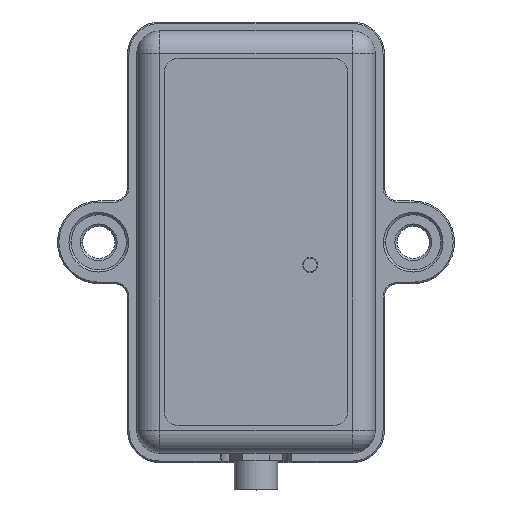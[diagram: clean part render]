
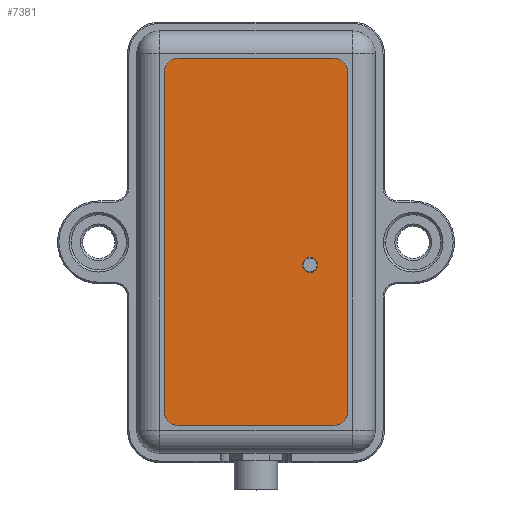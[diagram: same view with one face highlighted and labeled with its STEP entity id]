
A CAD part, top view. The second image highlights one B-rep face of the part: STEP entity #7381.
In plain terms, the highlighted planar face has unit normal (0, 0, 1).
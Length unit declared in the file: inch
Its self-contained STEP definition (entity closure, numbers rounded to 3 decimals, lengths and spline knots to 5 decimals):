
#1465=DIRECTION('',(0.,1.,0.));
#1466=VECTOR('',#1465,2.91339);
#1467=CARTESIAN_POINT('',(-0.7874,-0.07874,
0.58661));
#1468=LINE('',#1467,#1466);
#1477=DIRECTION('',(1.,0.,0.));
#1478=VECTOR('',#1477,1.33858);
#1479=CARTESIAN_POINT('',(-0.66929,2.95276,
0.58661));
#1480=LINE('',#1479,#1478);
#1489=DIRECTION('',(0.,-1.,0.));
#1490=VECTOR('',#1489,2.91339);
#1491=CARTESIAN_POINT('',(0.7874,2.83465,
0.58661));
#1492=LINE('',#1491,#1490);
#1501=DIRECTION('',(-1.,0.,0.));
#1502=VECTOR('',#1501,1.33858);
#1503=CARTESIAN_POINT('',(0.66929,-0.19685,
0.58661));
#1504=LINE('',#1503,#1502);
#1505=CARTESIAN_POINT('',(-0.66929,-0.07874,
0.58661));
#1506=DIRECTION('',(0.,0.,1.));
#1507=DIRECTION('',(-1.,0.,0.));
#1508=AXIS2_PLACEMENT_3D('',#1505,#1506,#1507);
#1510=CARTESIAN_POINT('',(-0.66929,2.83465,
0.58661));
#1511=DIRECTION('',(0.,0.,1.));
#1512=DIRECTION('',(0.,1.,0.));
#1513=AXIS2_PLACEMENT_3D('',#1510,#1511,#1512);
#1515=CARTESIAN_POINT('',(0.66929,2.83465,
0.58661));
#1516=DIRECTION('',(0.,0.,1.));
#1517=DIRECTION('',(1.,0.,0.));
#1518=AXIS2_PLACEMENT_3D('',#1515,#1516,#1517);
#1520=CARTESIAN_POINT('',(0.66929,-0.07874,
0.58661));
#1521=DIRECTION('',(0.,0.,1.));
#1522=DIRECTION('',(0.,-1.,0.));
#1523=AXIS2_PLACEMENT_3D('',#1520,#1521,#1522);
#1525=CARTESIAN_POINT('',(0.46457,1.1811,
0.58661));
#1526=DIRECTION('',(0.,0.,-1.));
#1527=DIRECTION('',(-1.,0.,0.));
#1528=AXIS2_PLACEMENT_3D('',#1525,#1526,#1527);
#1530=CARTESIAN_POINT('',(0.46457,1.1811,
0.58661));
#1531=DIRECTION('',(0.,0.,-1.));
#1532=DIRECTION('',(1.,0.,0.));
#1533=AXIS2_PLACEMENT_3D('',#1530,#1531,#1532);
#4398=CARTESIAN_POINT('',(0.66929,-0.19685,
0.58661));
#4400=VERTEX_POINT('',#4398);
#4402=CARTESIAN_POINT('',(0.39961,1.1811,
0.58661));
#4404=VERTEX_POINT('',#4402);
#4407=CARTESIAN_POINT('',(0.7874,-0.07874,
0.58661));
#4409=VERTEX_POINT('',#4407);
#4410=CARTESIAN_POINT('',(0.52953,1.1811,
0.58661));
#4411=VERTEX_POINT('',#4410);
#4426=CARTESIAN_POINT('',(0.7874,2.83465,
0.58661));
#4427=VERTEX_POINT('',#4426);
#4434=CARTESIAN_POINT('',(-0.7874,-0.07874,
0.58661));
#4435=CARTESIAN_POINT('',(-0.66929,-0.19685,
0.58661));
#4436=VERTEX_POINT('',#4434);
#4437=VERTEX_POINT('',#4435);
#4444=CARTESIAN_POINT('',(-0.66929,2.95276,
0.58661));
#4446=VERTEX_POINT('',#4444);
#4448=CARTESIAN_POINT('',(-0.7874,2.83465,
0.58661));
#4449=VERTEX_POINT('',#4448);
#4454=CARTESIAN_POINT('',(0.66929,2.95276,
0.58661));
#4455=VERTEX_POINT('',#4454);
#7360=CARTESIAN_POINT('',(-0.66929,-0.07874,
0.58661));
#7361=DIRECTION('',(0.,0.,-1.));
#7362=DIRECTION('',(-1.,0.,0.));
#7363=AXIS2_PLACEMENT_3D('',#7360,#7361,#7362);
#7364=PLANE('',#7363);
#7365=ORIENTED_EDGE('',*,*,#7256,.F.);
#7366=ORIENTED_EDGE('',*,*,#7271,.T.);
#7367=ORIENTED_EDGE('',*,*,#7285,.F.);
#7368=ORIENTED_EDGE('',*,*,#7299,.T.);
#7369=ORIENTED_EDGE('',*,*,#7313,.F.);
#7370=ORIENTED_EDGE('',*,*,#7327,.T.);
#7371=ORIENTED_EDGE('',*,*,#7341,.F.);
#7372=ORIENTED_EDGE('',*,*,#7354,.T.);
#7373=EDGE_LOOP('',(#7365,#7366,#7367,#7368,#7369,#7370,#7371,#7372));
#7374=FACE_OUTER_BOUND('',#7373,.F.);
#7376=ORIENTED_EDGE('',*,*,#7375,.F.);
#7378=ORIENTED_EDGE('',*,*,#7377,.F.);
#7379=EDGE_LOOP('',(#7376,#7378));
#7380=FACE_BOUND('',#7379,.F.);
#1509=CIRCLE('',#1508,0.11811);
#1514=CIRCLE('',#1513,0.11811);
#1519=CIRCLE('',#1518,0.11811);
#1524=CIRCLE('',#1523,0.11811);
#1529=CIRCLE('',#1528,0.06496);
#1534=CIRCLE('',#1533,0.06496);
#7256=EDGE_CURVE('',#4436,#4437,#1509,.T.);
#7271=EDGE_CURVE('',#4436,#4449,#1468,.T.);
#7285=EDGE_CURVE('',#4446,#4449,#1514,.T.);
#7299=EDGE_CURVE('',#4446,#4455,#1480,.T.);
#7313=EDGE_CURVE('',#4427,#4455,#1519,.T.);
#7327=EDGE_CURVE('',#4427,#4409,#1492,.T.);
#7341=EDGE_CURVE('',#4400,#4409,#1524,.T.);
#7354=EDGE_CURVE('',#4400,#4437,#1504,.T.);
#7375=EDGE_CURVE('',#4404,#4411,#1529,.T.);
#7377=EDGE_CURVE('',#4411,#4404,#1534,.T.);
#7381=ADVANCED_FACE('',(#7374,#7380),#7364,.F.);
